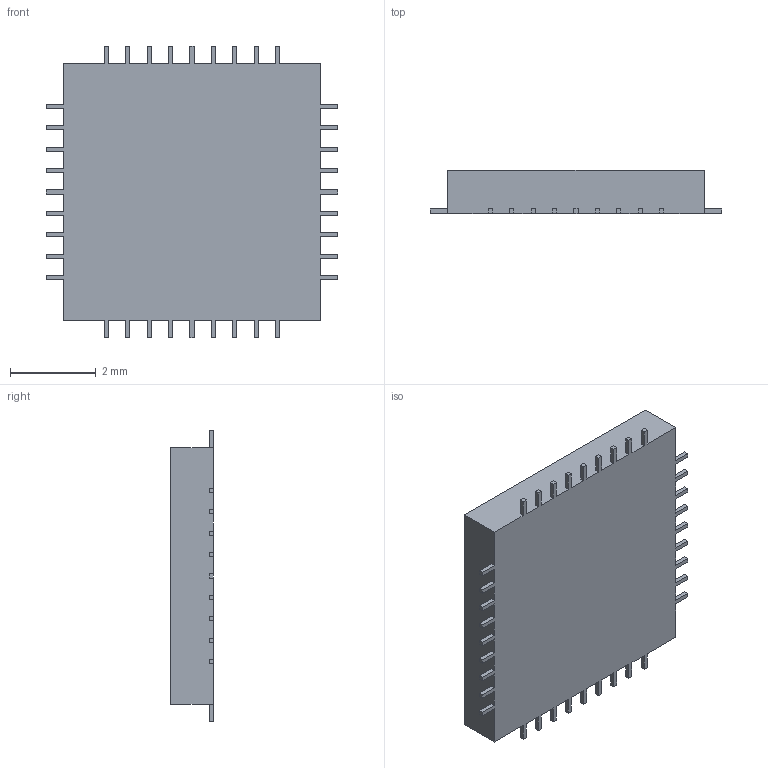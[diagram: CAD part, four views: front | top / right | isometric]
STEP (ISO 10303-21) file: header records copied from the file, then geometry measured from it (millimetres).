
FILE_DESCRIPTION(/* description */ (''),/* implementation_level */ '2;1');
FILE_NAME(/* name */ 'Broadcom BCM54213PE Gigabit Ethernet Transceiver_ RPi4ModelB_ipt_e2a1d3a8.STEP',/* time_stamp */ '2024-05-28T16:08:06+01:00',/* author */ ('rlndo'),/* organization */ (''),/* preprocessor_version */ 'ST-DEVELOPER v16.13',/* originating_system */ 'Autodesk Inventor 2018',/* authorisation */ '');
FILE_SCHEMA (('AUTOMOTIVE_DESIGN { 1 0 10303 214 3 1 1 }'));
Length unit declared in the file: millimetre
Products named in the file (1): Broadcom BCM54213PE Gigabit Ethernet Transceiver, RPi4ModelB
Bounding box: 6.8 x 1 x 6.8 mm (x, y, z)
Volume: 36.1 mm3; surface area: 102.5 mm2
Topology: 1 solids, 1 shells, 559 faces, 1533 edges, 1022 vertices
Faces by surface type: plane 412, bspline 147
Entity records: 26875 total; most frequent: CARTESIAN_POINT 13046, ORIENTED_EDGE 3066, DIRECTION 2065, EDGE_CURVE 1533, LINE 1239, VECTOR 1239, VERTEX_POINT 1022, EDGE_LOOP 605
